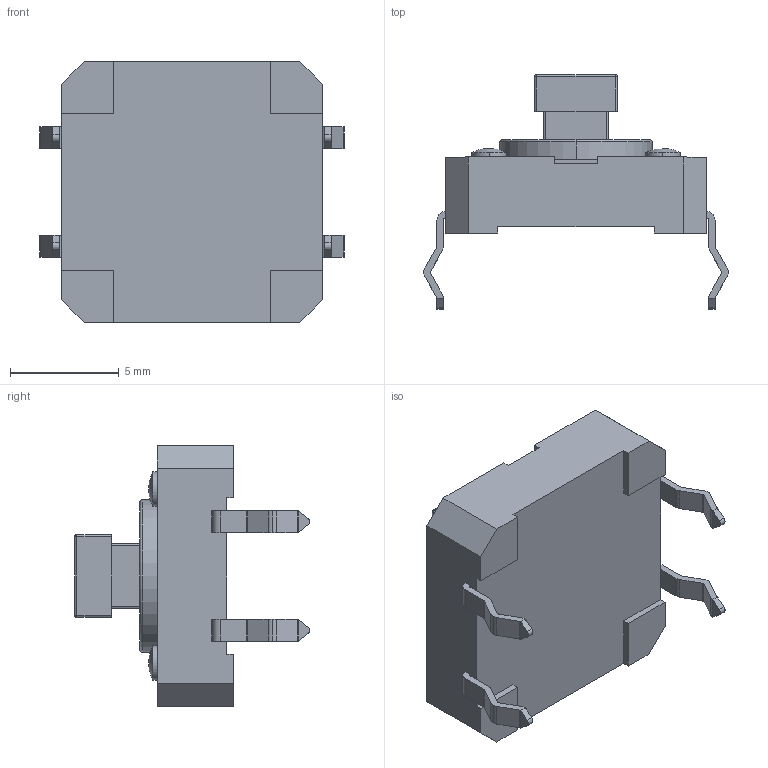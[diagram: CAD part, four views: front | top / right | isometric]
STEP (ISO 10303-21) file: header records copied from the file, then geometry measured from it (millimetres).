
FILE_DESCRIPTION (( 'STEP AP214' ), '1' );
FILE_NAME ('CUI_DEVICES_TS13-1212-73-BK-160-D.step', '2024-04-17T15:07:46', ( '' ), ( '' ), 'SwSTEP 2.0', 'SolidWorks 2024', '' );
FILE_SCHEMA (( 'AUTOMOTIVE_DESIGN' ));
Length unit declared in the file: inch
Products named in the file (1): CUI_DEVICES_TS13-1212-73-BK-160-D
Bounding box: 14 x 10.8 x 12 mm (x, y, z)
Volume: 521.5 mm3; surface area: 723.4 mm2
Topology: 6 solids, 6 shells, 204 faces, 538 edges, 346 vertices
Faces by surface type: plane 112, cylinder 80, sphere 8, torus 2, cone 2
Entity records: 6276 total; most frequent: DIRECTION 1100, CARTESIAN_POINT 1065, ORIENTED_EDGE 1044, EDGE_CURVE 522, AXIS2_PLACEMENT_3D 373, LINE 354, VECTOR 354, VERTEX_POINT 338
